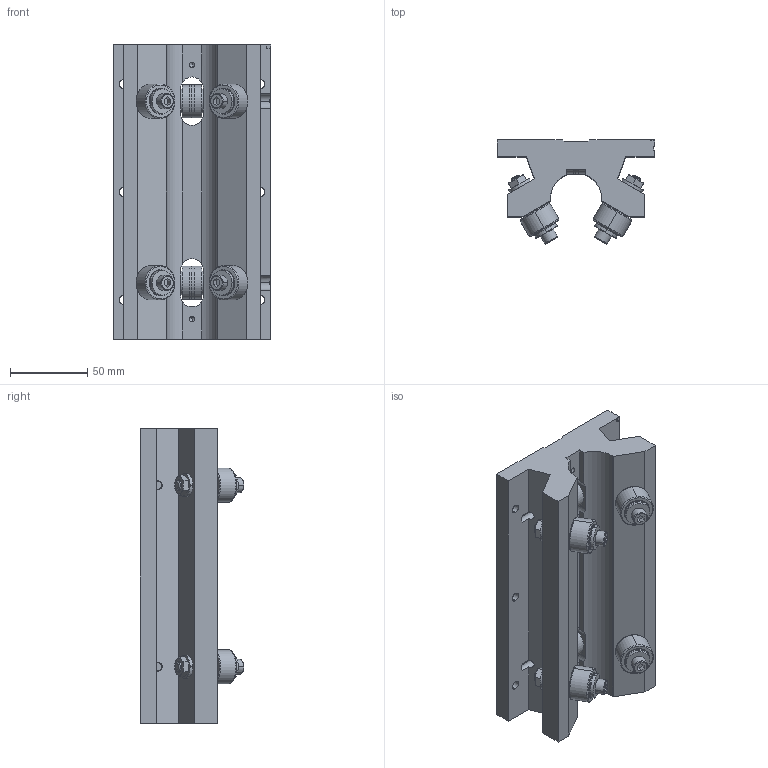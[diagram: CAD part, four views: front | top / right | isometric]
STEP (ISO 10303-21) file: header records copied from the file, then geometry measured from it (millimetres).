
FILE_DESCRIPTION (( 'STEP AP203' ), '1' );
FILE_NAME ('TWN-20-OPN.step', '2024-10-21T11:11:48', ( '' ), ( '' ), 'SwSTEP 2.0', 'SolidWorks 2023', '' );
FILE_SCHEMA (( 'CONFIG_CONTROL_DESIGN' ));
Length unit declared in the file: inch
Products named in the file (1): TWN-20-OPN
Bounding box: 101.6 x 67.17 x 190.5 mm (x, y, z)
Volume: 567022.2 mm3; surface area: 113374.3 mm2
Topology: 27 solids, 27 shells, 689 faces, 1569 edges, 978 vertices
Faces by surface type: cylinder 233, plane 230, cone 186, bspline 32, torus 8
Entity records: 21640 total; most frequent: CARTESIAN_POINT 5755, DIRECTION 3503, ORIENTED_EDGE 3114, EDGE_CURVE 1557, AXIS2_PLACEMENT_3D 1410, VERTEX_POINT 978, EDGE_LOOP 813, CIRCLE 752
